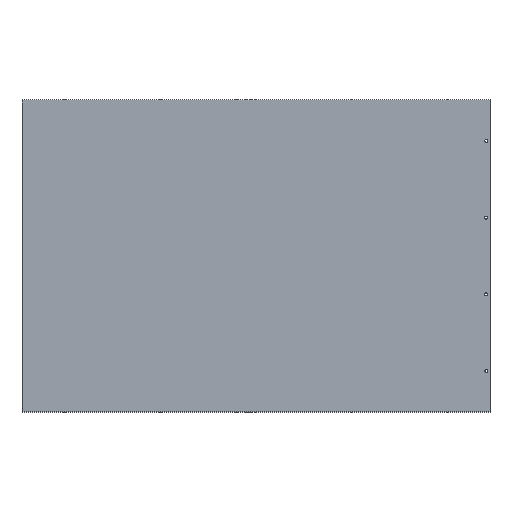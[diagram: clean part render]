
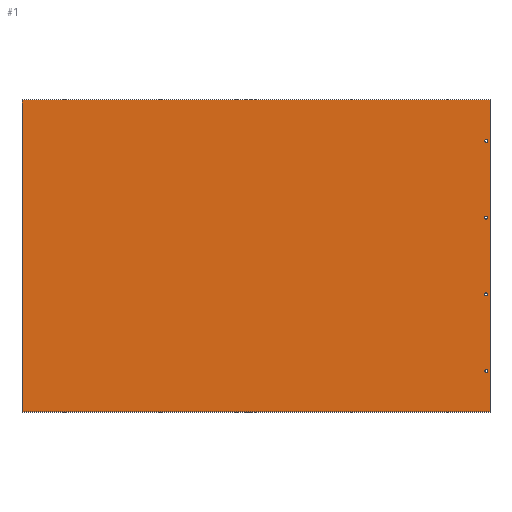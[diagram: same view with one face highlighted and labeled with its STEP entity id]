
A CAD part, top view. The second image highlights one B-rep face of the part: STEP entity #1.
In plain terms, the highlighted planar face has unit normal (0, 0, 1).
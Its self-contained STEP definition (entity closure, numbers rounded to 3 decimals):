
#1 = ADVANCED_FACE ( 'NONE', ( #380, #1146, #2245, #777, #573 ), #788, .T. ) ;
#40 = CARTESIAN_POINT ( 'NONE',  ( 362.25, 180., 12. ) ) ;
#46 = ORIENTED_EDGE ( 'NONE', *, *, #61, .T. ) ;
#52 = CIRCLE ( 'NONE', #1064, 2.25 ) ;
#60 = VECTOR ( 'NONE', #1047, 1000. ) ;
#61 = EDGE_CURVE ( 'NONE', #470, #1028, #1702, .T. ) ;
#91 = AXIS2_PLACEMENT_3D ( 'NONE', #1953, #2367, #1977 ) ;
#93 = VERTEX_POINT ( 'NONE', #1132 ) ;
#109 = CARTESIAN_POINT ( 'NONE',  ( -366., -244., 12. ) ) ;
#127 = CIRCLE ( 'NONE', #91, 2.25 ) ;
#133 = CARTESIAN_POINT ( 'NONE',  ( 360., 180., 12. ) ) ;
#146 = VECTOR ( 'NONE', #359, 1000. ) ;
#219 = VECTOR ( 'NONE', #276, 1000. ) ;
#250 = CARTESIAN_POINT ( 'NONE',  ( 360., -180., 12. ) ) ;
#276 = DIRECTION ( 'NONE',  ( 0., -1., 0. ) ) ;
#284 = ORIENTED_EDGE ( 'NONE', *, *, #698, .T. ) ;
#359 = DIRECTION ( 'NONE',  ( -1., 0., 0. ) ) ;
#378 = CARTESIAN_POINT ( 'NONE',  ( 360., 60., 12. ) ) ;
#380 = FACE_BOUND ( 'NONE', #2125, .T. ) ;
#392 = DIRECTION ( 'NONE',  ( 0., 0., 1. ) ) ;
#394 = DIRECTION ( 'NONE',  ( -1., 0., 0. ) ) ;
#406 = DIRECTION ( 'NONE',  ( 1., 0., 0. ) ) ;
#411 = VERTEX_POINT ( 'NONE', #1780 ) ;
#439 = ORIENTED_EDGE ( 'NONE', *, *, #463, .T. ) ;
#444 = CIRCLE ( 'NONE', #1410, 2.25 ) ;
#450 = CARTESIAN_POINT ( 'NONE',  ( 360., -60., 12. ) ) ;
#463 = EDGE_CURVE ( 'NONE', #1862, #1165, #1857, .T. ) ;
#470 = VERTEX_POINT ( 'NONE', #2243 ) ;
#478 = CARTESIAN_POINT ( 'NONE',  ( 357.75, 60., 12. ) ) ;
#491 = DIRECTION ( 'NONE',  ( 0., 1., 0. ) ) ;
#549 = VERTEX_POINT ( 'NONE', #40 ) ;
#573 = FACE_OUTER_BOUND ( 'NONE', #1845, .T. ) ;
#586 = DIRECTION ( 'NONE',  ( 0., 0., -1. ) ) ;
#658 = DIRECTION ( 'NONE',  ( -1., 0., 0. ) ) ;
#659 = CARTESIAN_POINT ( 'NONE',  ( 366., -244., 12. ) ) ;
#664 = ORIENTED_EDGE ( 'NONE', *, *, #1737, .T. ) ;
#698 = EDGE_CURVE ( 'NONE', #2072, #93, #2288, .T. ) ;
#703 = ORIENTED_EDGE ( 'NONE', *, *, #1025, .T. ) ;
#706 = CARTESIAN_POINT ( 'NONE',  ( 366., -244., 12. ) ) ;
#715 = EDGE_LOOP ( 'NONE', ( #1910, #664 ) ) ;
#731 = VERTEX_POINT ( 'NONE', #1855 ) ;
#758 = DIRECTION ( 'NONE',  ( -1., 0., 0. ) ) ;
#761 = CARTESIAN_POINT ( 'NONE',  ( 357.75, -180., 12. ) ) ;
#777 = FACE_BOUND ( 'NONE', #715, .T. ) ;
#780 = CARTESIAN_POINT ( 'NONE',  ( 360., -180., 12. ) ) ;
#788 = PLANE ( 'NONE',  #983 ) ;
#838 = VECTOR ( 'NONE', #491, 1000. ) ;
#845 = DIRECTION ( 'NONE',  ( -1., 0., 0. ) ) ;
#861 = CARTESIAN_POINT ( 'NONE',  ( -366., 244., 12. ) ) ;
#900 = EDGE_CURVE ( 'NONE', #1165, #1862, #1675, .T. ) ;
#902 = EDGE_CURVE ( 'NONE', #2169, #731, #52, .T. ) ;
#926 = DIRECTION ( 'NONE',  ( -1., 0., 0. ) ) ;
#935 = DIRECTION ( 'NONE',  ( 0., 0., -1. ) ) ;
#940 = CARTESIAN_POINT ( 'NONE',  ( 366., 244., 12. ) ) ;
#949 = ORIENTED_EDGE ( 'NONE', *, *, #900, .T. ) ;
#967 = EDGE_CURVE ( 'NONE', #93, #2072, #2138, .T. ) ;
#983 = AXIS2_PLACEMENT_3D ( 'NONE', #2234, #392, #406 ) ;
#987 = CIRCLE ( 'NONE', #2338, 2.25 ) ;
#999 = CARTESIAN_POINT ( 'NONE',  ( 357.75, -60., 12. ) ) ;
#1025 = EDGE_CURVE ( 'NONE', #731, #2169, #127, .T. ) ;
#1028 = VERTEX_POINT ( 'NONE', #861 ) ;
#1047 = DIRECTION ( 'NONE',  ( 1., 0., 0. ) ) ;
#1064 = AXIS2_PLACEMENT_3D ( 'NONE', #450, #1729, #2097 ) ;
#1132 = CARTESIAN_POINT ( 'NONE',  ( 362.25, -180., 12. ) ) ;
#1146 = FACE_BOUND ( 'NONE', #1865, .T. ) ;
#1165 = VERTEX_POINT ( 'NONE', #1293 ) ;
#1183 = EDGE_LOOP ( 'NONE', ( #439, #949 ) ) ;
#1250 = AXIS2_PLACEMENT_3D ( 'NONE', #250, #1391, #1540 ) ;
#1293 = CARTESIAN_POINT ( 'NONE',  ( 362.25, 60., 12. ) ) ;
#1310 = EDGE_CURVE ( 'NONE', #1422, #549, #444, .T. ) ;
#1342 = CARTESIAN_POINT ( 'NONE',  ( 360., 180., 12. ) ) ;
#1370 = AXIS2_PLACEMENT_3D ( 'NONE', #1751, #1561, #658 ) ;
#1377 = DIRECTION ( 'NONE',  ( 0., 0., -1. ) ) ;
#1391 = DIRECTION ( 'NONE',  ( 0., 0., -1. ) ) ;
#1410 = AXIS2_PLACEMENT_3D ( 'NONE', #1342, #1377, #845 ) ;
#1422 = VERTEX_POINT ( 'NONE', #2148 ) ;
#1540 = DIRECTION ( 'NONE',  ( -1., 0., 0. ) ) ;
#1561 = DIRECTION ( 'NONE',  ( 0., 0., -1. ) ) ;
#1566 = LINE ( 'NONE', #109, #219 ) ;
#1580 = LINE ( 'NONE', #659, #60 ) ;
#1593 = ORIENTED_EDGE ( 'NONE', *, *, #1811, .T. ) ;
#1645 = VERTEX_POINT ( 'NONE', #706 ) ;
#1661 = DIRECTION ( 'NONE',  ( 0., 0., -1. ) ) ;
#1675 = CIRCLE ( 'NONE', #1370, 2.25 ) ;
#1702 = LINE ( 'NONE', #940, #146 ) ;
#1729 = DIRECTION ( 'NONE',  ( 0., 0., -1. ) ) ;
#1733 = LINE ( 'NONE', #1923, #838 ) ;
#1737 = EDGE_CURVE ( 'NONE', #549, #1422, #987, .T. ) ;
#1746 = ORIENTED_EDGE ( 'NONE', *, *, #2201, .T. ) ;
#1751 = CARTESIAN_POINT ( 'NONE',  ( 360., 60., 12. ) ) ;
#1780 = CARTESIAN_POINT ( 'NONE',  ( -366., -244., 12. ) ) ;
#1811 = EDGE_CURVE ( 'NONE', #1645, #470, #1733, .T. ) ;
#1836 = ORIENTED_EDGE ( 'NONE', *, *, #2277, .T. ) ;
#1845 = EDGE_LOOP ( 'NONE', ( #1746, #1836, #1593, #46 ) ) ;
#1855 = CARTESIAN_POINT ( 'NONE',  ( 362.25, -60., 12. ) ) ;
#1857 = CIRCLE ( 'NONE', #2252, 2.25 ) ;
#1858 = AXIS2_PLACEMENT_3D ( 'NONE', #780, #586, #394 ) ;
#1862 = VERTEX_POINT ( 'NONE', #478 ) ;
#1865 = EDGE_LOOP ( 'NONE', ( #1900, #703 ) ) ;
#1900 = ORIENTED_EDGE ( 'NONE', *, *, #902, .T. ) ;
#1910 = ORIENTED_EDGE ( 'NONE', *, *, #1310, .T. ) ;
#1923 = CARTESIAN_POINT ( 'NONE',  ( 366., -244., 12. ) ) ;
#1953 = CARTESIAN_POINT ( 'NONE',  ( 360., -60., 12. ) ) ;
#1977 = DIRECTION ( 'NONE',  ( -1., 0., 0. ) ) ;
#2072 = VERTEX_POINT ( 'NONE', #761 ) ;
#2097 = DIRECTION ( 'NONE',  ( -1., 0., 0. ) ) ;
#2125 = EDGE_LOOP ( 'NONE', ( #284, #2268 ) ) ;
#2138 = CIRCLE ( 'NONE', #1250, 2.25 ) ;
#2148 = CARTESIAN_POINT ( 'NONE',  ( 357.75, 180., 12. ) ) ;
#2169 = VERTEX_POINT ( 'NONE', #999 ) ;
#2201 = EDGE_CURVE ( 'NONE', #1028, #411, #1566, .T. ) ;
#2234 = CARTESIAN_POINT ( 'NONE',  ( 0., 0., 12. ) ) ;
#2243 = CARTESIAN_POINT ( 'NONE',  ( 366., 244., 12. ) ) ;
#2245 = FACE_BOUND ( 'NONE', #1183, .T. ) ;
#2252 = AXIS2_PLACEMENT_3D ( 'NONE', #378, #1661, #926 ) ;
#2268 = ORIENTED_EDGE ( 'NONE', *, *, #967, .T. ) ;
#2277 = EDGE_CURVE ( 'NONE', #411, #1645, #1580, .T. ) ;
#2288 = CIRCLE ( 'NONE', #1858, 2.25 ) ;
#2338 = AXIS2_PLACEMENT_3D ( 'NONE', #133, #935, #758 ) ;
#2367 = DIRECTION ( 'NONE',  ( 0., 0., -1. ) ) ;
